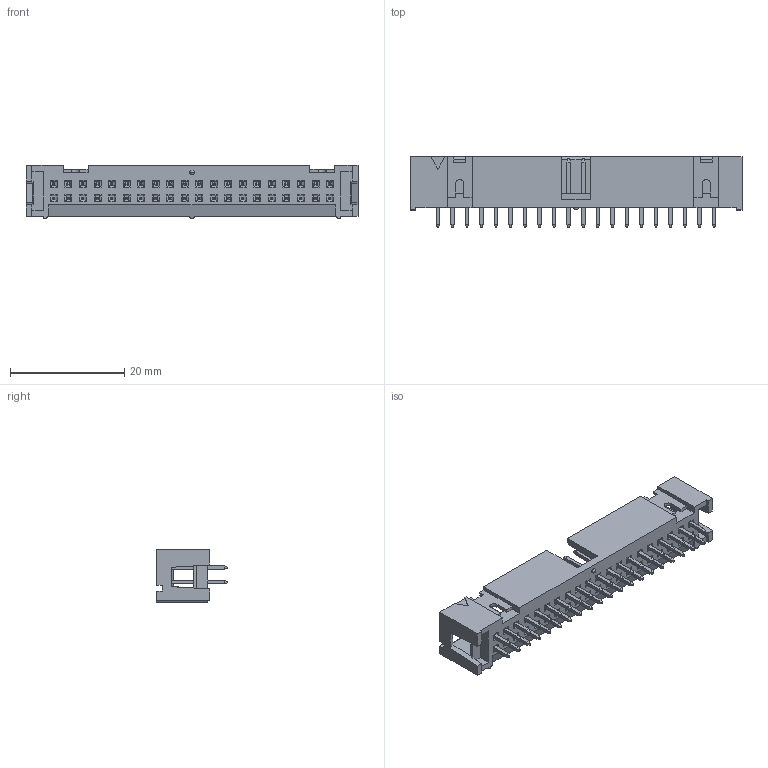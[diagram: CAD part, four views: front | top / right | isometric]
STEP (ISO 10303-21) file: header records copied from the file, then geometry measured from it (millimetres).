
FILE_DESCRIPTION((''),'2;1');
FILE_NAME('75869_Y07_ASM','2006-12-07T',('DaLegrand'),('FCI - CDC Division'),'PRO/ENGINEER BY PARAMETRIC TECHNOLOGY CORPORATION, 2004490','PRO/ENGINEER BY PARAMETRIC TECHNOLOGY CORPORATION, 2004490','');
FILE_SCHEMA(('CONFIG_CONTROL_DESIGN'));
Length unit declared in the file: millimetre
Products named in the file (3): 71965_Y40; 71953-Y01; 75869_Y07_ASM
Assembly tree (41 placements, depth 2):
  75869_Y07_ASM
    71965_Y40
    71953-Y01  x40
Bounding box: 58.01 x 12.37 x 9.27 mm (x, y, z)
Volume: 2214.6 mm3; surface area: 4334.3 mm2
Topology: 41 solids, 41 shells, 977 faces, 2221 edges, 1317 vertices
Faces by surface type: plane 728, cylinder 247, sphere 2
Entity records: 14321 total; most frequent: CARTESIAN_POINT 3627, ORIENTED_EDGE 2254, DIRECTION 1929, EDGE_CURVE 1127, VECTOR 945, LINE 945, VERTEX_POINT 693, EDGE_LOOP 512
